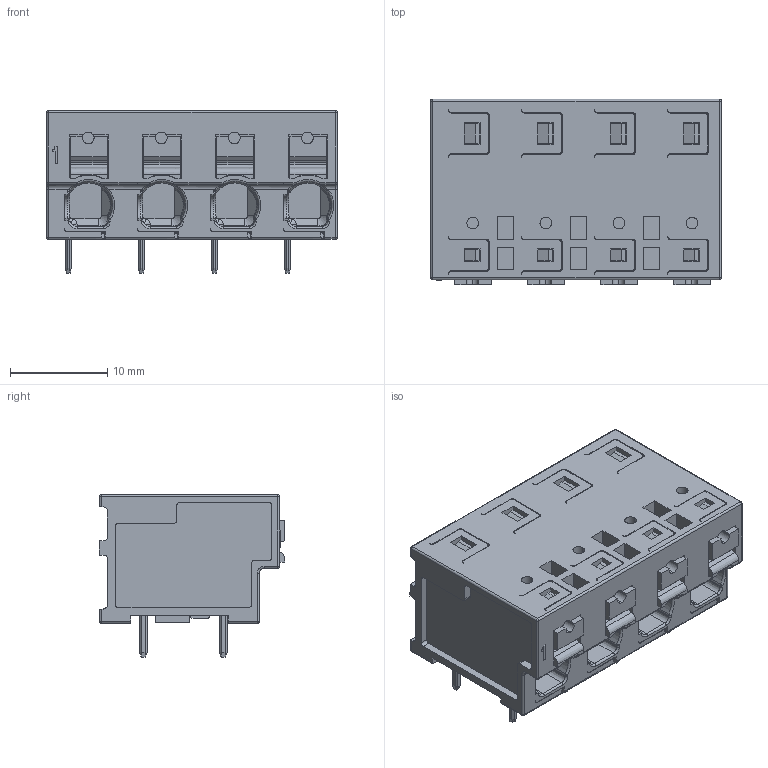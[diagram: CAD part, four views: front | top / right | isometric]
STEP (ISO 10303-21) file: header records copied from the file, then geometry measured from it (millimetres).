
FILE_DESCRIPTION(('CATIA V5 STEP Exchange','CAx-IF Rec.Pracs.--- Model Styling and Organization---1.5--- 2016-08-15','CAx-IF Rec.Pracs.---Supplemental Geometry---1.0---2011-11-01','CAx-IF Rec.Pracs.--- Composite Materials ---1.1---2010-07-15'),'2;1');
FILE_NAME ('2124185-2_0', '2025-12-02T14:31:53+00:00', ('none'), ('Weidmueller'), 'CATIA Version 5-6 Release 2024 SP4', 'CATIA V5 STEP AP214 v3', 'none');
FILE_SCHEMA(('AUTOMOTIVE_DESIGN { 1 0 10303 214 1 1 1 1 }'));
Products named in the file (1): 3124630000
Bounding box: 29.8 x 19 x 16.7 mm (x, y, z)
Volume: 5012.4 mm3; surface area: 5680.9 mm2
Topology: 1 solids, 3 shells, 1700 faces, 4596 edges, 2969 vertices
Faces by surface type: plane 1125, cylinder 336, bspline 111, extrusion 68, torus 22, sphere 22, cone 16
Entity records: 56530 total; most frequent: CARTESIAN_POINT 16058, ORIENTED_EDGE 9150, DIRECTION 6033, EDGE_CURVE 4575, VECTOR 3358, LINE 3290, VERTEX_POINT 2969, EDGE_LOOP 1828
